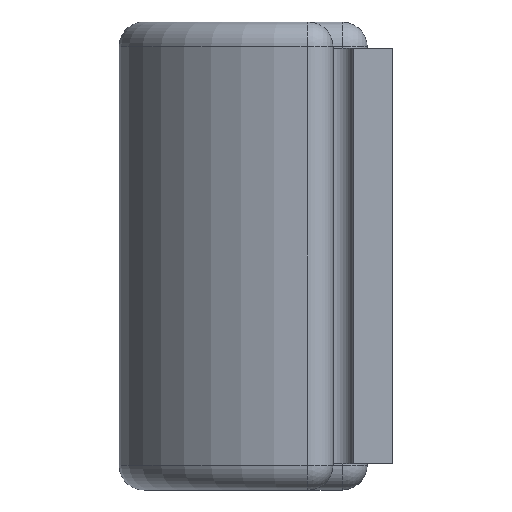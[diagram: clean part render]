
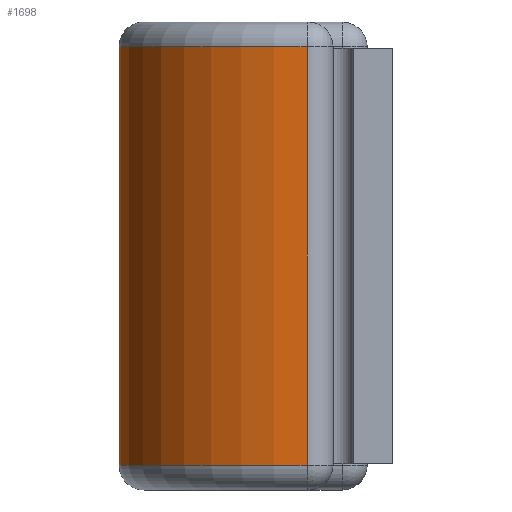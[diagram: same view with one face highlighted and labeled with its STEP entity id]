
A CAD part, left-side view. The second image highlights one B-rep face of the part: STEP entity #1698.
In plain terms, the highlighted cylindrical face has radius 5.982 mm (diameter 11.963 mm), a partial arc.
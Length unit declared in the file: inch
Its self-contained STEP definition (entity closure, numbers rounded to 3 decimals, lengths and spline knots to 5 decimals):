
#84 = VERTEX_POINT ( 'NONE', #1402 ) ;
#99 = CARTESIAN_POINT ( 'NONE',  ( 0.9855, 0.09375, -0.25125 ) ) ;
#103 = VERTEX_POINT ( 'NONE', #340 ) ;
#133 = DIRECTION ( 'NONE',  ( 0., 0., 1. ) ) ;
#140 = EDGE_CURVE ( 'NONE', #1411, #1627, #721, .T. ) ;
#165 = CYLINDRICAL_SURFACE ( 'NONE', #563, 0.2355 ) ;
#229 = CARTESIAN_POINT ( 'NONE',  ( 0.75, 0.09375, 0.25125 ) ) ;
#251 = ORIENTED_EDGE ( 'NONE', *, *, #1439, .F. ) ;
#315 = ORIENTED_EDGE ( 'NONE', *, *, #1394, .F. ) ;
#340 = CARTESIAN_POINT ( 'NONE',  ( 0.51469, 0.1032, 0.25125 ) ) ;
#431 = DIRECTION ( 'NONE',  ( 0., 0., 1. ) ) ;
#448 = DIRECTION ( 'NONE',  ( 1., 0., 0. ) ) ;
#481 = CARTESIAN_POINT ( 'NONE',  ( 0.9855, 0.09375, -0.25125 ) ) ;
#550 = DIRECTION ( 'NONE',  ( 0., 0., 1. ) ) ;
#563 = AXIS2_PLACEMENT_3D ( 'NONE', #1634, #431, #1640 ) ;
#686 = CARTESIAN_POINT ( 'NONE',  ( 0.75, 0.09375, -0.25125 ) ) ;
#721 = CIRCLE ( 'NONE', #1293, 0.2355 ) ;
#785 = ORIENTED_EDGE ( 'NONE', *, *, #140, .T. ) ;
#802 = CARTESIAN_POINT ( 'NONE',  ( 0.51469, 0.1032, -0.25125 ) ) ;
#805 = CARTESIAN_POINT ( 'NONE',  ( 0.51469, 0.1032, 0.25 ) ) ;
#872 = DIRECTION ( 'NONE',  ( 1., 0., 0. ) ) ;
#912 = LINE ( 'NONE', #805, #1620 ) ;
#1034 = DIRECTION ( 'NONE',  ( 0., 0., 1. ) ) ;
#1044 = EDGE_CURVE ( 'NONE', #1627, #103, #912, .T. ) ;
#1183 = CIRCLE ( 'NONE', #1379, 0.2355 ) ;
#1217 = VECTOR ( 'NONE', #1034, 39.37008 ) ;
#1293 = AXIS2_PLACEMENT_3D ( 'NONE', #686, #1349, #448 ) ;
#1349 = DIRECTION ( 'NONE',  ( 0., 0., 1. ) ) ;
#1364 = ORIENTED_EDGE ( 'NONE', *, *, #1044, .T. ) ;
#1379 = AXIS2_PLACEMENT_3D ( 'NONE', #229, #550, #872 ) ;
#1394 = EDGE_CURVE ( 'NONE', #84, #103, #1183, .T. ) ;
#1402 = CARTESIAN_POINT ( 'NONE',  ( 0.9855, 0.09375, 0.25125 ) ) ;
#1411 = VERTEX_POINT ( 'NONE', #481 ) ;
#1439 = EDGE_CURVE ( 'NONE', #1411, #84, #1574, .T. ) ;
#1574 = LINE ( 'NONE', #99, #1217 ) ;
#1601 = EDGE_LOOP ( 'NONE', ( #785, #1364, #315, #251 ) ) ;
#1620 = VECTOR ( 'NONE', #133, 39.37008 ) ;
#1627 = VERTEX_POINT ( 'NONE', #802 ) ;
#1634 = CARTESIAN_POINT ( 'NONE',  ( 0.75, 0.09375, 0.25 ) ) ;
#1640 = DIRECTION ( 'NONE',  ( 1., 0., 0. ) ) ;
#1650 = FACE_OUTER_BOUND ( 'NONE', #1601, .T. ) ;
#1698 = ADVANCED_FACE ( 'NONE', ( #1650 ), #165, .T. ) ;
